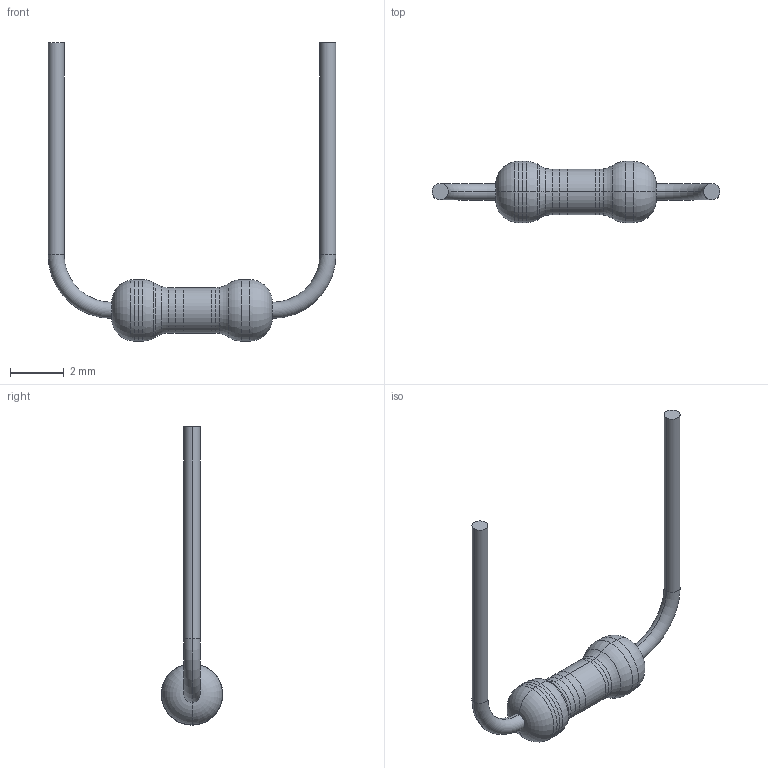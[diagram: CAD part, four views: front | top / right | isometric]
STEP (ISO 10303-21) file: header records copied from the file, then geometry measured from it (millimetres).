
FILE_DESCRIPTION (( 'STEP AP214' ), '1' );
FILE_NAME ('RES0W25_OR_OW5S_MODEL.STEP', '2016-08-06T20:55:21', ( 'NgocHoang' ), ( '' ), 'SwSTEP 2.0', 'SolidWorks 2010', '' );
FILE_SCHEMA (( 'AUTOMOTIVE_DESIGN' ));
Length unit declared in the file: millimetre
Products named in the file (3): RES0W25_L10MxD0M6; RES0W25_L6MxD2M3_BODY; RES0W25_OR_OW5S_MODEL
Assembly tree (2 placements, depth 2):
  RES0W25_OR_OW5S_MODEL
    RES0W25_L10MxD0M6
    RES0W25_L6MxD2M3_BODY
Bounding box: 10.76 x 2.3 x 11.15 mm (x, y, z)
Volume: 24.2 mm3; surface area: 106.2 mm2
Topology: 2 solids, 2 shells, 48 faces, 94 edges, 48 vertices
Faces by surface type: torus 24, cylinder 22, plane 2
Entity records: 1706 total; most frequent: DIRECTION 272, CARTESIAN_POINT 195, ORIENTED_EDGE 188, AXIS2_PLACEMENT_3D 125, EDGE_CURVE 94, CIRCLE 72, FACE_OUTER_BOUND 48, ADVANCED_FACE 48
